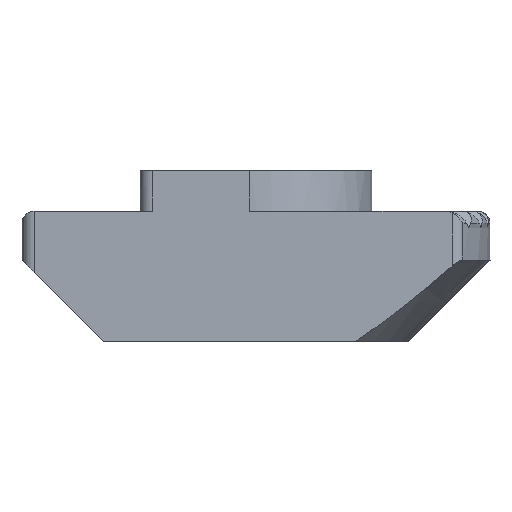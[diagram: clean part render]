
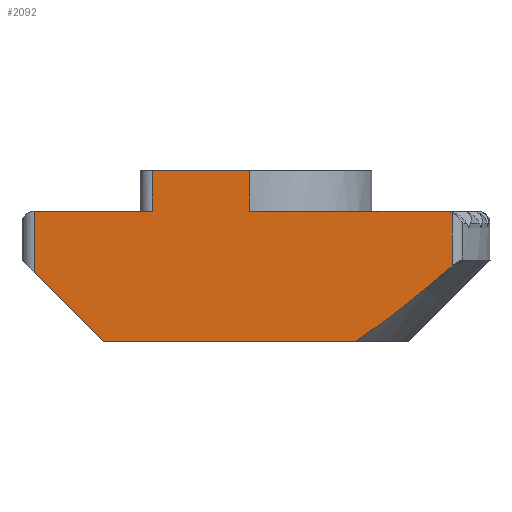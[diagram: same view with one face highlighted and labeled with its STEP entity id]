
A CAD part, front view. The second image highlights one B-rep face of the part: STEP entity #2092.
In plain terms, the highlighted planar face has unit normal (0, -1, 0).
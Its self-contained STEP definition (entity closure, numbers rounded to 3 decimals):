
#3 = EDGE_CURVE ( 'NONE', #2353, #2134, #1095, .T. ) ;
#23 = LINE ( 'NONE', #981, #2574 ) ;
#58 = DIRECTION ( 'NONE',  ( -0.707, 0., 0.707 ) ) ;
#68 = CARTESIAN_POINT ( 'NONE',  ( -3.75, -2.85, 0. ) ) ;
#82 = B_SPLINE_CURVE_WITH_KNOTS ( 'NONE', 3,
 ( #1831, #1796, #1757, #1754 ),
 .UNSPECIFIED., .F., .F.,
 ( 4, 4 ),
 ( 0., 0. ),
 .UNSPECIFIED. ) ;
#199 = CARTESIAN_POINT ( 'NONE',  ( -2.55, -2.85, 4.2 ) ) ;
#202 = B_SPLINE_CURVE_WITH_KNOTS ( 'NONE', 3,
 ( #1137, #1140, #1127, #1122, #1121, #1114 ),
 .UNSPECIFIED., .F., .F.,
 ( 4, 2, 4 ),
 ( 0., 0.002, 0.003 ),
 .UNSPECIFIED. ) ;
#258 = VECTOR ( 'NONE', #467, 1000. ) ;
#270 = AXIS2_PLACEMENT_3D ( 'NONE', #2615, #2066, #1908 ) ;
#295 = ORIENTED_EDGE ( 'NONE', *, *, #552, .F. ) ;
#302 = VERTEX_POINT ( 'NONE', #1841 ) ;
#321 = DIRECTION ( 'NONE',  ( 1., 0., 0. ) ) ;
#330 = EDGE_CURVE ( 'NONE', #1753, #2353, #606, .T. ) ;
#382 = VECTOR ( 'NONE', #735, 1000. ) ;
#400 = EDGE_CURVE ( 'NONE', #1024, #1901, #524, .T. ) ;
#416 = EDGE_CURVE ( 'NONE', #2134, #1138, #457, .T. ) ;
#427 = VECTOR ( 'NONE', #2149, 1000. ) ;
#440 = VECTOR ( 'NONE', #321, 1000. ) ;
#457 = LINE ( 'NONE', #2136, #427 ) ;
#467 = DIRECTION ( 'NONE',  ( 0., 0., 1. ) ) ;
#476 = CARTESIAN_POINT ( 'NONE',  ( -0.15, -2.85, 4.2 ) ) ;
#485 = VECTOR ( 'NONE', #2218, 1000. ) ;
#487 = CARTESIAN_POINT ( 'NONE',  ( -2.55, -2.85, 3.2 ) ) ;
#492 = VECTOR ( 'NONE', #58, 1000. ) ;
#524 = LINE ( 'NONE', #2146, #485 ) ;
#550 = CARTESIAN_POINT ( 'NONE',  ( -0.15, -2.85, 3.2 ) ) ;
#552 = EDGE_CURVE ( 'NONE', #302, #1024, #82, .T. ) ;
#606 = LINE ( 'NONE', #68, #492 ) ;
#623 = CARTESIAN_POINT ( 'NONE',  ( -5.45, -2.85, 3.2 ) ) ;
#628 = CARTESIAN_POINT ( 'NONE',  ( -5.75, -2.85, 4.2 ) ) ;
#637 = DIRECTION ( 'NONE',  ( 1., 0., 0. ) ) ;
#735 = DIRECTION ( 'NONE',  ( 0., 0., -1. ) ) ;
#846 = VERTEX_POINT ( 'NONE', #1330 ) ;
#851 = VECTOR ( 'NONE', #637, 1000. ) ;
#877 = DIRECTION ( 'NONE',  ( -1., 0., 0. ) ) ;
#911 = FACE_OUTER_BOUND ( 'NONE', #2351, .T. ) ;
#915 = CARTESIAN_POINT ( 'NONE',  ( -2.55, -2.85, 3.2 ) ) ;
#981 = CARTESIAN_POINT ( 'NONE',  ( -5.75, -2.85, 0. ) ) ;
#987 = EDGE_CURVE ( 'NONE', #1901, #846, #202, .T. ) ;
#1004 = LINE ( 'NONE', #2563, #382 ) ;
#1024 = VERTEX_POINT ( 'NONE', #1038 ) ;
#1033 = CARTESIAN_POINT ( 'NONE',  ( -5.75, -2.85, 3.2 ) ) ;
#1038 = CARTESIAN_POINT ( 'NONE',  ( 4.817, -2.85, 3.162 ) ) ;
#1089 = VECTOR ( 'NONE', #2464, 1000. ) ;
#1095 = LINE ( 'NONE', #623, #1089 ) ;
#1114 = CARTESIAN_POINT ( 'NONE',  ( 2.437, -2.85, 0. ) ) ;
#1121 = CARTESIAN_POINT ( 'NONE',  ( 2.86, -2.85, 0.275 ) ) ;
#1122 = CARTESIAN_POINT ( 'NONE',  ( 3.262, -2.85, 0.575 ) ) ;
#1127 = CARTESIAN_POINT ( 'NONE',  ( 4.05, -2.85, 1.197 ) ) ;
#1137 = CARTESIAN_POINT ( 'NONE',  ( 4.817, -2.85, 1.847 ) ) ;
#1138 = VERTEX_POINT ( 'NONE', #915 ) ;
#1140 = CARTESIAN_POINT ( 'NONE',  ( 4.436, -2.85, 1.519 ) ) ;
#1158 = ORIENTED_EDGE ( 'NONE', *, *, #1434, .F. ) ;
#1308 = EDGE_CURVE ( 'NONE', #1514, #1435, #2331, .T. ) ;
#1330 = CARTESIAN_POINT ( 'NONE',  ( 2.437, -2.85, 0. ) ) ;
#1345 = LINE ( 'NONE', #487, #258 ) ;
#1377 = VERTEX_POINT ( 'NONE', #550 ) ;
#1434 = EDGE_CURVE ( 'NONE', #1138, #1514, #1345, .T. ) ;
#1435 = VERTEX_POINT ( 'NONE', #476 ) ;
#1442 = ORIENTED_EDGE ( 'NONE', *, *, #3, .F. ) ;
#1514 = VERTEX_POINT ( 'NONE', #199 ) ;
#1532 = LINE ( 'NONE', #1033, #440 ) ;
#1535 = ORIENTED_EDGE ( 'NONE', *, *, #987, .F. ) ;
#1753 = VERTEX_POINT ( 'NONE', #2727 ) ;
#1754 = CARTESIAN_POINT ( 'NONE',  ( 4.817, -2.85, 3.162 ) ) ;
#1757 = CARTESIAN_POINT ( 'NONE',  ( 4.763, -2.85, 3.188 ) ) ;
#1796 = CARTESIAN_POINT ( 'NONE',  ( 4.705, -2.85, 3.2 ) ) ;
#1821 = EDGE_CURVE ( 'NONE', #846, #1753, #23, .T. ) ;
#1831 = CARTESIAN_POINT ( 'NONE',  ( 4.645, -2.85, 3.2 ) ) ;
#1841 = CARTESIAN_POINT ( 'NONE',  ( 4.645, -2.85, 3.2 ) ) ;
#1865 = CARTESIAN_POINT ( 'NONE',  ( -5.45, -2.85, 1.7 ) ) ;
#1901 = VERTEX_POINT ( 'NONE', #2698 ) ;
#1908 = DIRECTION ( 'NONE',  ( 0., 0., 1. ) ) ;
#2066 = DIRECTION ( 'NONE',  ( 0., 1., 0. ) ) ;
#2092 = ADVANCED_FACE ( 'NONE', ( #911 ), #2310, .F. ) ;
#2093 = ORIENTED_EDGE ( 'NONE', *, *, #1821, .F. ) ;
#2108 = ORIENTED_EDGE ( 'NONE', *, *, #400, .F. ) ;
#2134 = VERTEX_POINT ( 'NONE', #2729 ) ;
#2136 = CARTESIAN_POINT ( 'NONE',  ( -5.75, -2.85, 3.2 ) ) ;
#2146 = CARTESIAN_POINT ( 'NONE',  ( 4.817, -2.85, 3.2 ) ) ;
#2149 = DIRECTION ( 'NONE',  ( 1., 0., 0. ) ) ;
#2150 = ORIENTED_EDGE ( 'NONE', *, *, #330, .F. ) ;
#2162 = EDGE_CURVE ( 'NONE', #1435, #1377, #1004, .T. ) ;
#2218 = DIRECTION ( 'NONE',  ( 0., 0., -1. ) ) ;
#2310 = PLANE ( 'NONE',  #270 ) ;
#2331 = LINE ( 'NONE', #628, #851 ) ;
#2351 = EDGE_LOOP ( 'NONE', ( #2108, #295, #2498, #2567, #2646, #1158, #2425, #1442, #2150, #2093, #1535 ) ) ;
#2353 = VERTEX_POINT ( 'NONE', #1865 ) ;
#2425 = ORIENTED_EDGE ( 'NONE', *, *, #416, .F. ) ;
#2464 = DIRECTION ( 'NONE',  ( 0., 0., 1. ) ) ;
#2498 = ORIENTED_EDGE ( 'NONE', *, *, #2684, .F. ) ;
#2563 = CARTESIAN_POINT ( 'NONE',  ( -0.15, -2.85, 4.2 ) ) ;
#2567 = ORIENTED_EDGE ( 'NONE', *, *, #2162, .F. ) ;
#2574 = VECTOR ( 'NONE', #877, 1000. ) ;
#2615 = CARTESIAN_POINT ( 'NONE',  ( -5.75, -2.85, 3.2 ) ) ;
#2646 = ORIENTED_EDGE ( 'NONE', *, *, #1308, .F. ) ;
#2684 = EDGE_CURVE ( 'NONE', #1377, #302, #1532, .T. ) ;
#2698 = CARTESIAN_POINT ( 'NONE',  ( 4.817, -2.85, 1.847 ) ) ;
#2727 = CARTESIAN_POINT ( 'NONE',  ( -3.75, -2.85, 0. ) ) ;
#2729 = CARTESIAN_POINT ( 'NONE',  ( -5.45, -2.85, 3.2 ) ) ;
